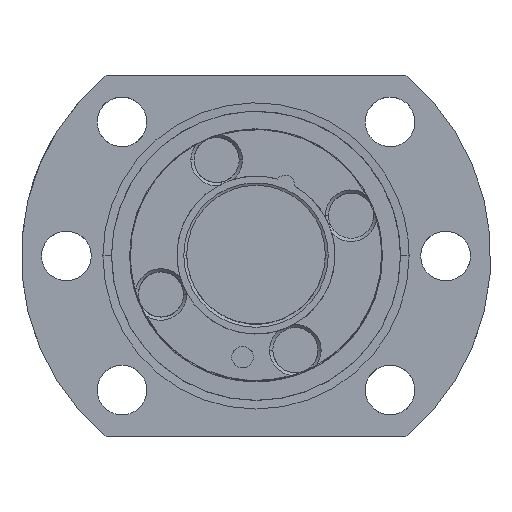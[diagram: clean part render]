
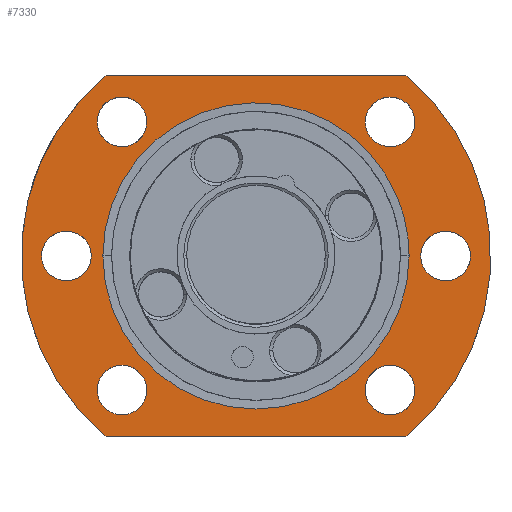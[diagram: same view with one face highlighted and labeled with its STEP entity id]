
A CAD part, top view. The second image highlights one B-rep face of the part: STEP entity #7330.
In plain terms, the highlighted planar face has unit normal (0, 0, 1).
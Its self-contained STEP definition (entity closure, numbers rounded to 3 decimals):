
#2900=CARTESIAN_POINT('',(16.613,20.,119.5));
#2910=VERTEX_POINT('217347-1430975224-643150304734-0 3294887',#2900);
#2960=CARTESIAN_POINT('',(0.,20.,119.5));
#2970=DIRECTION('',(1.,-0.,0.));
#2980=VECTOR('',#2970,1.);
#2990=LINE('',#2960,#2980);
#3000=CARTESIAN_POINT('',(-16.613,20.,119.5));
#3010=VERTEX_POINT('217347-1430975224-643150304734-0 3294878',#3000);
#3020=EDGE_CURVE('217347-1430975224-643150304734-0 3294891',#3010,#2910,
#2990,.T.);
#5110=CARTESIAN_POINT('',(-16.959,0.,119.5))
;
#5120=VERTEX_POINT('',#5110);
#5150=CARTESIAN_POINT('',(0.,0.,119.5
));
#5160=DIRECTION('',(0.,0.,1.));
#5170=DIRECTION('',(1.,0.,0.));
#5180=AXIS2_PLACEMENT_3D('',#5150,#5160,#5170);
#5190=CIRCLE('',#5180,16.959);
#5200=CARTESIAN_POINT('',(15.668,6.49,119.5));
#5210=VERTEX_POINT('217347-1430975224-643150304734-0 3295078',#5200);
#5220=EDGE_CURVE('217347-1430975224-643150304734-0 3295091',#5210,#5120,
#5190,.T.);
#5240=CARTESIAN_POINT('',(16.959,0.,119.5));
#5250=VERTEX_POINT('',#5240);
#5260=EDGE_CURVE('217347-1430975224-643150304734-0 3295091',#5250,#5210,
#5190,.T.);
#5810=CARTESIAN_POINT('',(48.829,-26.59,119.5));
#5820=DIRECTION('',(0.,0.,-1.));
#5830=DIRECTION('',(-1.,0.,-0.));
#5840=AXIS2_PLACEMENT_3D('',#5810,#5820,#5830);
#5850=PLANE('',#5840);
#5860=CARTESIAN_POINT('',(0.,0.,
119.5));
#5870=DIRECTION('',(0.,0.,-1.));
#5880=DIRECTION('',(-1.,0.,0.));
#5890=AXIS2_PLACEMENT_3D('',#5860,#5870,#5880);
#5900=CIRCLE('',#5890,26.);
#5910=CARTESIAN_POINT('',(-16.613,-20.,119.5));
#5920=VERTEX_POINT('217347-1430975224-643150304734-0 3295152',#5910);
#5930=EDGE_CURVE('217347-1430975224-643150304734-0 3295170',#5920,#3010,
#5900,.T.);
#5940=ORIENTED_EDGE('',*,*,#5930,.F.);
#5950=ORIENTED_EDGE('',*,*,#3020,.F.);
#5960=CARTESIAN_POINT('',(0.,0.,119.5
));
#5970=DIRECTION('',(0.,0.,-1.));
#5980=DIRECTION('',(-1.,0.,0.));
#5990=AXIS2_PLACEMENT_3D('',#5960,#5970,#5980);
#6000=CIRCLE('',#5990,26.);
#6010=CARTESIAN_POINT('',(16.613,-20.,119.5));
#6020=VERTEX_POINT('217347-1430975224-643150304734-0 3295149',#6010);
#6030=EDGE_CURVE('217347-1430975224-643150304734-0 3295162',#2910,#6020,
#6000,.T.);
#6040=ORIENTED_EDGE('',*,*,#6030,.F.);
#6050=CARTESIAN_POINT('',(0.,-20.,119.5));
#6060=DIRECTION('',(-1.,-0.,0.));
#6070=VECTOR('',#6060,1.);
#6080=LINE('',#6050,#6070);
#6090=EDGE_CURVE('217347-1430975224-643150304734-0 3295156',#6020,#5920,
#6080,.T.);
#6100=ORIENTED_EDGE('',*,*,#6090,.F.);
#6110=EDGE_LOOP('',(#6100,#6040,#5950,#5940));
#6120=FACE_OUTER_BOUND('',#6110,.T.);
#6130=CARTESIAN_POINT('',(-14.849,14.849,119.5));
#6140=DIRECTION('',(0.,0.,-1.));
#6150=DIRECTION('',(-1.,0.,0.));
#6160=AXIS2_PLACEMENT_3D('',#6130,#6140,#6150);
#6170=CIRCLE('',#6160,2.75);
#6180=CARTESIAN_POINT('',(-17.599,14.849,119.5));
#6190=VERTEX_POINT('',#6180);
#6200=CARTESIAN_POINT('',(-12.099,14.849,119.5));
#6210=VERTEX_POINT('',#6200);
#6220=EDGE_CURVE('217347-1430975224-643150304734-0 3295184',#6190,#6210,
#6170,.T.);
#6230=ORIENTED_EDGE('',*,*,#6220,.T.);
#6240=CARTESIAN_POINT('',(-16.794,12.905,119.5));
#6250=VERTEX_POINT('217347-1430975224-643150304734-0 3295177',#6240);
#6260=EDGE_CURVE('217347-1430975224-643150304734-0 3295184',#6250,#6190,
#6170,.T.);
#6270=ORIENTED_EDGE('',*,*,#6260,.T.);
#6280=EDGE_CURVE('217347-1430975224-643150304734-0 3295184',#6210,#6250,
#6170,.T.);
#6290=ORIENTED_EDGE('',*,*,#6280,.T.);
#6300=EDGE_LOOP('',(#6290,#6270,#6230));
#6310=FACE_BOUND('',#6300,.T.);
#6320=CARTESIAN_POINT('',(-14.849,-14.849,119.5));
#6330=DIRECTION('',(0.,0.,-1.));
#6340=DIRECTION('',(-1.,0.,0.));
#6350=AXIS2_PLACEMENT_3D('',#6320,#6330,#6340);
#6360=CIRCLE('',#6350,2.75);
#6370=CARTESIAN_POINT('',(-17.599,-14.849,119.5));
#6380=VERTEX_POINT('',#6370);
#6390=CARTESIAN_POINT('',(-12.099,-14.849,119.5));
#6400=VERTEX_POINT('',#6390);
#6410=EDGE_CURVE('217347-1430975224-643150304734-0 3295204',#6380,#6400,
#6360,.T.);
#6420=ORIENTED_EDGE('',*,*,#6410,.T.);
#6430=CARTESIAN_POINT('',(-16.794,-16.794,119.5));
#6440=VERTEX_POINT('217347-1430975224-643150304734-0 3295197',#6430);
#6450=EDGE_CURVE('217347-1430975224-643150304734-0 3295204',#6440,#6380,
#6360,.T.);
#6460=ORIENTED_EDGE('',*,*,#6450,.T.);
#6470=EDGE_CURVE('217347-1430975224-643150304734-0 3295204',#6400,#6440,
#6360,.T.);
#6480=ORIENTED_EDGE('',*,*,#6470,.T.);
#6490=EDGE_LOOP('',(#6480,#6460,#6420));
#6500=FACE_BOUND('',#6490,.T.);
#6510=CARTESIAN_POINT('',(21.,0.,119.5));
#6520=DIRECTION('',(0.,0.,-1.));
#6530=DIRECTION('',(-1.,0.,0.));
#6540=AXIS2_PLACEMENT_3D('',#6510,#6520,#6530);
#6550=CIRCLE('',#6540,2.75);
#6560=CARTESIAN_POINT('',(18.25,0.,119.5));
#6570=VERTEX_POINT('',#6560);
#6580=CARTESIAN_POINT('',(23.75,0.,119.5));
#6590=VERTEX_POINT('',#6580);
#6600=EDGE_CURVE('217347-1430975224-643150304734-0 3295224',#6570,#6590,
#6550,.T.);
#6610=ORIENTED_EDGE('',*,*,#6600,.T.);
#6620=CARTESIAN_POINT('',(19.055,-1.945,119.5));
#6630=VERTEX_POINT('217347-1430975224-643150304734-0 3295217',#6620);
#6640=EDGE_CURVE('217347-1430975224-643150304734-0 3295224',#6630,#6570,
#6550,.T.);
#6650=ORIENTED_EDGE('',*,*,#6640,.T.);
#6660=EDGE_CURVE('217347-1430975224-643150304734-0 3295224',#6590,#6630,
#6550,.T.);
#6670=ORIENTED_EDGE('',*,*,#6660,.T.);
#6680=EDGE_LOOP('',(#6670,#6650,#6610));
#6690=FACE_BOUND('',#6680,.T.);
#6700=CARTESIAN_POINT('',(14.849,-14.849,119.5));
#6710=DIRECTION('',(0.,0.,-1.));
#6720=DIRECTION('',(-1.,0.,0.));
#6730=AXIS2_PLACEMENT_3D('',#6700,#6710,#6720);
#6740=CIRCLE('',#6730,2.75);
#6750=CARTESIAN_POINT('',(17.599,-14.849,119.5));
#6760=VERTEX_POINT('',#6750);
#6770=CARTESIAN_POINT('',(12.099,-14.849,119.5));
#6780=VERTEX_POINT('',#6770);
#6790=EDGE_CURVE('217347-1430975224-643150304734-0 3295244',#6760,#6780,
#6740,.T.);
#6800=ORIENTED_EDGE('',*,*,#6790,.T.);
#6810=CARTESIAN_POINT('',(16.794,-12.905,119.5));
#6820=VERTEX_POINT('217347-1430975224-643150304734-0 3295240',#6810);
#6830=EDGE_CURVE('217347-1430975224-643150304734-0 3295244',#6820,#6760,
#6740,.T.);
#6840=ORIENTED_EDGE('',*,*,#6830,.T.);
#6850=EDGE_CURVE('217347-1430975224-643150304734-0 3295244',#6780,#6820,
#6740,.T.);
#6860=ORIENTED_EDGE('',*,*,#6850,.T.);
#6870=EDGE_LOOP('',(#6860,#6840,#6800));
#6880=FACE_BOUND('',#6870,.T.);
#6890=CARTESIAN_POINT('',(-21.,0.,119.5));
#6900=DIRECTION('',(0.,0.,-1.));
#6910=DIRECTION('',(-1.,0.,0.));
#6920=AXIS2_PLACEMENT_3D('',#6890,#6900,#6910);
#6930=CIRCLE('',#6920,2.75);
#6940=CARTESIAN_POINT('',(-23.75,0.,119.5));
#6950=VERTEX_POINT('',#6940);
#6960=CARTESIAN_POINT('',(-18.25,0.,119.5));
#6970=VERTEX_POINT('',#6960);
#6980=EDGE_CURVE('217347-1430975224-643150304734-0 3295264',#6950,#6970,
#6930,.T.);
#6990=ORIENTED_EDGE('',*,*,#6980,.T.);
#7000=CARTESIAN_POINT('',(-22.945,-1.945,119.5));
#7010=VERTEX_POINT('217347-1430975224-643150304734-0 3295257',#7000);
#7020=EDGE_CURVE('217347-1430975224-643150304734-0 3295264',#7010,#6950,
#6930,.T.);
#7030=ORIENTED_EDGE('',*,*,#7020,.T.);
#7040=EDGE_CURVE('217347-1430975224-643150304734-0 3295264',#6970,#7010,
#6930,.T.);
#7050=ORIENTED_EDGE('',*,*,#7040,.T.);
#7060=EDGE_LOOP('',(#7050,#7030,#6990));
#7070=FACE_BOUND('',#7060,.T.);
#7080=CARTESIAN_POINT('',(14.849,14.849,119.5));
#7090=DIRECTION('',(0.,0.,-1.));
#7100=DIRECTION('',(-1.,0.,0.));
#7110=AXIS2_PLACEMENT_3D('',#7080,#7090,#7100);
#7120=CIRCLE('',#7110,2.75);
#7130=CARTESIAN_POINT('',(12.099,14.849,119.5));
#7140=VERTEX_POINT('',#7130);
#7150=CARTESIAN_POINT('',(17.599,14.849,119.5));
#7160=VERTEX_POINT('',#7150);
#7170=EDGE_CURVE('217347-1430975224-643150304734-0 3295284',#7140,#7160,
#7120,.T.);
#7180=ORIENTED_EDGE('',*,*,#7170,.T.);
#7190=CARTESIAN_POINT('',(12.905,12.905,119.5));
#7200=VERTEX_POINT('217347-1430975224-643150304734-0 3295277',#7190);
#7210=EDGE_CURVE('217347-1430975224-643150304734-0 3295284',#7200,#7140,
#7120,.T.);
#7220=ORIENTED_EDGE('',*,*,#7210,.T.);
#7230=EDGE_CURVE('217347-1430975224-643150304734-0 3295284',#7160,#7200,
#7120,.T.);
#7240=ORIENTED_EDGE('',*,*,#7230,.T.);
#7250=EDGE_LOOP('',(#7240,#7220,#7180));
#7260=FACE_BOUND('',#7250,.T.);
#7270=ORIENTED_EDGE('',*,*,#5220,.F.);
#7280=EDGE_CURVE('217347-1430975224-643150304734-0 3295091',#5120,#5250,
#5190,.T.);
#7290=ORIENTED_EDGE('',*,*,#7280,.F.);
#7300=ORIENTED_EDGE('',*,*,#5260,.F.);
#7310=EDGE_LOOP('',(#7300,#7290,#7270));
#7320=FACE_BOUND('',#7310,.T.);
#7330=ADVANCED_FACE('217347-1430975224-643150304734-0 3295146',(#6120,
#6310,#6500,#6690,#6880,#7070,#7260,#7320),#5850,.F.);
